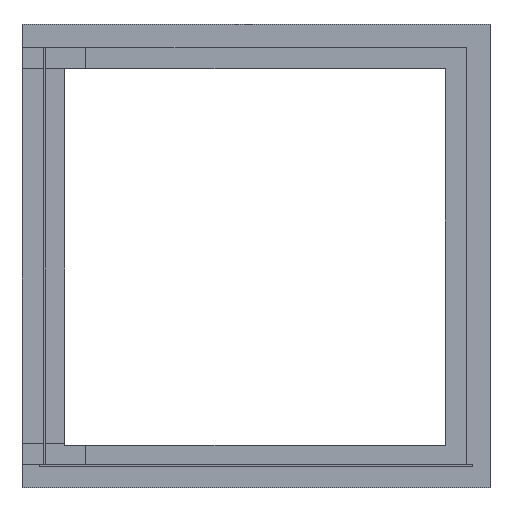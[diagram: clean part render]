
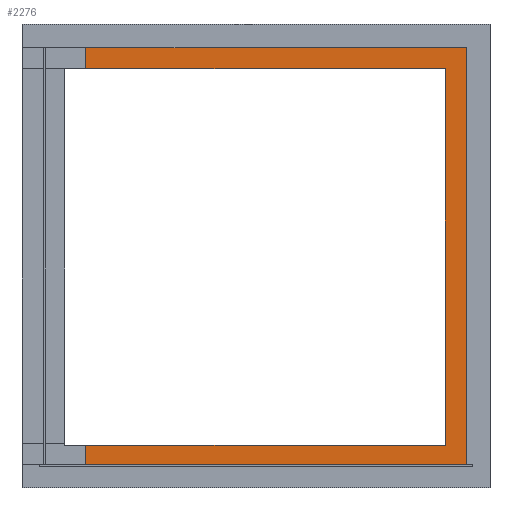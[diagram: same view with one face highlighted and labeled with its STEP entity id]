
A CAD part, top view. The second image highlights one B-rep face of the part: STEP entity #2276.
In plain terms, the highlighted planar face has unit normal (0, 0, 1).
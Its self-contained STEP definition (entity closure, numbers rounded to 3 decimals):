
#517 = PLANE('',#518);
#518 = AXIS2_PLACEMENT_3D('',#519,#520,#521);
#519 = CARTESIAN_POINT('',(5.5,103.5,5.));
#520 = DIRECTION('',(0.,1.,0.));
#521 = DIRECTION('',(0.,0.,1.));
#545 = PLANE('',#546);
#546 = AXIS2_PLACEMENT_3D('',#547,#548,#549);
#547 = CARTESIAN_POINT('',(104.5,5.5,5.));
#548 = DIRECTION('',(1.,0.,0.));
#549 = DIRECTION('',(0.,0.,1.));
#573 = PLANE('',#574);
#574 = AXIS2_PLACEMENT_3D('',#575,#576,#577);
#575 = CARTESIAN_POINT('',(4.,5.5,3.));
#576 = DIRECTION('',(0.,1.,0.));
#577 = DIRECTION('',(0.,0.,1.));
#1182 = PLANE('',#1183);
#1183 = AXIS2_PLACEMENT_3D('',#1184,#1185,#1186);
#1184 = CARTESIAN_POINT('',(10.,98.5,0.));
#1185 = DIRECTION('',(0.,1.,0.));
#1186 = DIRECTION('',(0.,0.,1.));
#1210 = PLANE('',#1211);
#1211 = AXIS2_PLACEMENT_3D('',#1212,#1213,#1214);
#1212 = CARTESIAN_POINT('',(99.5,10.,0.));
#1213 = DIRECTION('',(1.,0.,0.));
#1214 = DIRECTION('',(0.,0.,1.));
#1236 = PLANE('',#1237);
#1237 = AXIS2_PLACEMENT_3D('',#1238,#1239,#1240);
#1238 = CARTESIAN_POINT('',(10.,10.,0.));
#1239 = DIRECTION('',(0.,1.,0.));
#1240 = DIRECTION('',(0.,0.,1.));
#1533 = VERTEX_POINT('',#1534);
#1534 = CARTESIAN_POINT('',(15.,5.5,5.));
#1548 = PLANE('',#1549);
#1549 = AXIS2_PLACEMENT_3D('',#1550,#1551,#1552);
#1550 = CARTESIAN_POINT('',(15.,103.5,6.5));
#1551 = DIRECTION('',(-1.,0.,0.));
#1552 = DIRECTION('',(0.,-1.,0.));
#1560 = EDGE_CURVE('',#1533,#1561,#1563,.T.);
#1561 = VERTEX_POINT('',#1562);
#1562 = CARTESIAN_POINT('',(104.5,5.5,5.));
#1563 = SURFACE_CURVE('',#1564,(#1568,#1575),.PCURVE_S1.);
#1564 = LINE('',#1565,#1566);
#1565 = CARTESIAN_POINT('',(5.5,5.5,5.));
#1566 = VECTOR('',#1567,1.);
#1567 = DIRECTION('',(1.,0.,0.));
#1568 = PCURVE('',#573,#1569);
#1569 = DEFINITIONAL_REPRESENTATION('',(#1570),#1574);
#1570 = LINE('',#1571,#1572);
#1571 = CARTESIAN_POINT('',(2.,1.5));
#1572 = VECTOR('',#1573,1.);
#1573 = DIRECTION('',(0.,1.));
#1574 = ( GEOMETRIC_REPRESENTATION_CONTEXT(2) 
PARAMETRIC_REPRESENTATION_CONTEXT() REPRESENTATION_CONTEXT('2D SPACE',''
  ) );
#1575 = PCURVE('',#1576,#1581);
#1576 = PLANE('',#1577);
#1577 = AXIS2_PLACEMENT_3D('',#1578,#1579,#1580);
#1578 = CARTESIAN_POINT('',(5.5,5.5,5.));
#1579 = DIRECTION('',(0.,0.,1.));
#1580 = DIRECTION('',(1.,0.,0.));
#1581 = DEFINITIONAL_REPRESENTATION('',(#1582),#1586);
#1582 = LINE('',#1583,#1584);
#1583 = CARTESIAN_POINT('',(0.,0.));
#1584 = VECTOR('',#1585,1.);
#1585 = DIRECTION('',(1.,0.));
#1586 = ( GEOMETRIC_REPRESENTATION_CONTEXT(2) 
PARAMETRIC_REPRESENTATION_CONTEXT() REPRESENTATION_CONTEXT('2D SPACE',''
  ) );
#1615 = EDGE_CURVE('',#1561,#1616,#1618,.T.);
#1616 = VERTEX_POINT('',#1617);
#1617 = CARTESIAN_POINT('',(104.5,103.5,5.));
#1618 = SURFACE_CURVE('',#1619,(#1623,#1630),.PCURVE_S1.);
#1619 = LINE('',#1620,#1621);
#1620 = CARTESIAN_POINT('',(104.5,5.5,5.));
#1621 = VECTOR('',#1622,1.);
#1622 = DIRECTION('',(0.,1.,0.));
#1623 = PCURVE('',#545,#1624);
#1624 = DEFINITIONAL_REPRESENTATION('',(#1625),#1629);
#1625 = LINE('',#1626,#1627);
#1626 = CARTESIAN_POINT('',(0.,0.));
#1627 = VECTOR('',#1628,1.);
#1628 = DIRECTION('',(0.,-1.));
#1629 = ( GEOMETRIC_REPRESENTATION_CONTEXT(2) 
PARAMETRIC_REPRESENTATION_CONTEXT() REPRESENTATION_CONTEXT('2D SPACE',''
  ) );
#1630 = PCURVE('',#1576,#1631);
#1631 = DEFINITIONAL_REPRESENTATION('',(#1632),#1636);
#1632 = LINE('',#1633,#1634);
#1633 = CARTESIAN_POINT('',(99.,0.));
#1634 = VECTOR('',#1635,1.);
#1635 = DIRECTION('',(0.,1.));
#1636 = ( GEOMETRIC_REPRESENTATION_CONTEXT(2) 
PARAMETRIC_REPRESENTATION_CONTEXT() REPRESENTATION_CONTEXT('2D SPACE',''
  ) );
#1663 = EDGE_CURVE('',#1664,#1616,#1666,.T.);
#1664 = VERTEX_POINT('',#1665);
#1665 = CARTESIAN_POINT('',(15.,103.5,5.));
#1666 = SURFACE_CURVE('',#1667,(#1671,#1678),.PCURVE_S1.);
#1667 = LINE('',#1668,#1669);
#1668 = CARTESIAN_POINT('',(5.5,103.5,5.));
#1669 = VECTOR('',#1670,1.);
#1670 = DIRECTION('',(1.,0.,0.));
#1671 = PCURVE('',#517,#1672);
#1672 = DEFINITIONAL_REPRESENTATION('',(#1673),#1677);
#1673 = LINE('',#1674,#1675);
#1674 = CARTESIAN_POINT('',(0.,0.));
#1675 = VECTOR('',#1676,1.);
#1676 = DIRECTION('',(0.,1.));
#1677 = ( GEOMETRIC_REPRESENTATION_CONTEXT(2) 
PARAMETRIC_REPRESENTATION_CONTEXT() REPRESENTATION_CONTEXT('2D SPACE',''
  ) );
#1678 = PCURVE('',#1576,#1679);
#1679 = DEFINITIONAL_REPRESENTATION('',(#1680),#1684);
#1680 = LINE('',#1681,#1682);
#1681 = CARTESIAN_POINT('',(0.,98.));
#1682 = VECTOR('',#1683,1.);
#1683 = DIRECTION('',(1.,0.));
#1684 = ( GEOMETRIC_REPRESENTATION_CONTEXT(2) 
PARAMETRIC_REPRESENTATION_CONTEXT() REPRESENTATION_CONTEXT('2D SPACE',''
  ) );
#2033 = VERTEX_POINT('',#2034);
#2034 = CARTESIAN_POINT('',(99.5,10.,5.));
#2079 = VERTEX_POINT('',#2080);
#2080 = CARTESIAN_POINT('',(15.,10.,5.));
#2099 = EDGE_CURVE('',#2079,#2033,#2100,.T.);
#2100 = SURFACE_CURVE('',#2101,(#2105,#2112),.PCURVE_S1.);
#2101 = LINE('',#2102,#2103);
#2102 = CARTESIAN_POINT('',(10.,10.,5.));
#2103 = VECTOR('',#2104,1.);
#2104 = DIRECTION('',(1.,0.,0.));
#2105 = PCURVE('',#1236,#2106);
#2106 = DEFINITIONAL_REPRESENTATION('',(#2107),#2111);
#2107 = LINE('',#2108,#2109);
#2108 = CARTESIAN_POINT('',(5.,0.));
#2109 = VECTOR('',#2110,1.);
#2110 = DIRECTION('',(0.,1.));
#2111 = ( GEOMETRIC_REPRESENTATION_CONTEXT(2) 
PARAMETRIC_REPRESENTATION_CONTEXT() REPRESENTATION_CONTEXT('2D SPACE',''
  ) );
#2112 = PCURVE('',#1576,#2113);
#2113 = DEFINITIONAL_REPRESENTATION('',(#2114),#2118);
#2114 = LINE('',#2115,#2116);
#2115 = CARTESIAN_POINT('',(4.5,4.5));
#2116 = VECTOR('',#2117,1.);
#2117 = DIRECTION('',(1.,0.));
#2118 = ( GEOMETRIC_REPRESENTATION_CONTEXT(2) 
PARAMETRIC_REPRESENTATION_CONTEXT() REPRESENTATION_CONTEXT('2D SPACE',''
  ) );
#2126 = VERTEX_POINT('',#2127);
#2127 = CARTESIAN_POINT('',(99.5,98.5,5.));
#2148 = EDGE_CURVE('',#2033,#2126,#2149,.T.);
#2149 = SURFACE_CURVE('',#2150,(#2154,#2161),.PCURVE_S1.);
#2150 = LINE('',#2151,#2152);
#2151 = CARTESIAN_POINT('',(99.5,10.,5.));
#2152 = VECTOR('',#2153,1.);
#2153 = DIRECTION('',(0.,1.,0.));
#2154 = PCURVE('',#1210,#2155);
#2155 = DEFINITIONAL_REPRESENTATION('',(#2156),#2160);
#2156 = LINE('',#2157,#2158);
#2157 = CARTESIAN_POINT('',(5.,0.));
#2158 = VECTOR('',#2159,1.);
#2159 = DIRECTION('',(0.,-1.));
#2160 = ( GEOMETRIC_REPRESENTATION_CONTEXT(2) 
PARAMETRIC_REPRESENTATION_CONTEXT() REPRESENTATION_CONTEXT('2D SPACE',''
  ) );
#2161 = PCURVE('',#1576,#2162);
#2162 = DEFINITIONAL_REPRESENTATION('',(#2163),#2167);
#2163 = LINE('',#2164,#2165);
#2164 = CARTESIAN_POINT('',(94.,4.5));
#2165 = VECTOR('',#2166,1.);
#2166 = DIRECTION('',(0.,1.));
#2167 = ( GEOMETRIC_REPRESENTATION_CONTEXT(2) 
PARAMETRIC_REPRESENTATION_CONTEXT() REPRESENTATION_CONTEXT('2D SPACE',''
  ) );
#2202 = VERTEX_POINT('',#2203);
#2203 = CARTESIAN_POINT('',(15.,98.5,5.));
#2216 = PLANE('',#2217);
#2217 = AXIS2_PLACEMENT_3D('',#2218,#2219,#2220);
#2218 = CARTESIAN_POINT('',(15.,103.5,6.5));
#2219 = DIRECTION('',(-1.,0.,0.));
#2220 = DIRECTION('',(0.,-1.,0.));
#2227 = EDGE_CURVE('',#2202,#2126,#2228,.T.);
#2228 = SURFACE_CURVE('',#2229,(#2233,#2240),.PCURVE_S1.);
#2229 = LINE('',#2230,#2231);
#2230 = CARTESIAN_POINT('',(10.,98.5,5.));
#2231 = VECTOR('',#2232,1.);
#2232 = DIRECTION('',(1.,0.,0.));
#2233 = PCURVE('',#1182,#2234);
#2234 = DEFINITIONAL_REPRESENTATION('',(#2235),#2239);
#2235 = LINE('',#2236,#2237);
#2236 = CARTESIAN_POINT('',(5.,0.));
#2237 = VECTOR('',#2238,1.);
#2238 = DIRECTION('',(0.,1.));
#2239 = ( GEOMETRIC_REPRESENTATION_CONTEXT(2) 
PARAMETRIC_REPRESENTATION_CONTEXT() REPRESENTATION_CONTEXT('2D SPACE',''
  ) );
#2240 = PCURVE('',#1576,#2241);
#2241 = DEFINITIONAL_REPRESENTATION('',(#2242),#2246);
#2242 = LINE('',#2243,#2244);
#2243 = CARTESIAN_POINT('',(4.5,93.));
#2244 = VECTOR('',#2245,1.);
#2245 = DIRECTION('',(1.,0.));
#2246 = ( GEOMETRIC_REPRESENTATION_CONTEXT(2) 
PARAMETRIC_REPRESENTATION_CONTEXT() REPRESENTATION_CONTEXT('2D SPACE',''
  ) );
#2276 = ADVANCED_FACE('',(#2277),#1576,.T.);
#2277 = FACE_BOUND('',#2278,.T.);
#2278 = EDGE_LOOP('',(#2279,#2280,#2299,#2300,#2301,#2302,#2321,#2322));
#2279 = ORIENTED_EDGE('',*,*,#1663,.F.);
#2280 = ORIENTED_EDGE('',*,*,#2281,.T.);
#2281 = EDGE_CURVE('',#1664,#2202,#2282,.T.);
#2282 = SURFACE_CURVE('',#2283,(#2287,#2293),.PCURVE_S1.);
#2283 = LINE('',#2284,#2285);
#2284 = CARTESIAN_POINT('',(15.,54.5,5.));
#2285 = VECTOR('',#2286,1.);
#2286 = DIRECTION('',(0.,-1.,0.));
#2287 = PCURVE('',#1576,#2288);
#2288 = DEFINITIONAL_REPRESENTATION('',(#2289),#2292);
#2289 = B_SPLINE_CURVE_WITH_KNOTS('',1,(#2290,#2291),.UNSPECIFIED.,.F.,
  .F.,(2,2),(-49.,49.),.PIECEWISE_BEZIER_KNOTS.);
#2290 = CARTESIAN_POINT('',(9.5,98.));
#2291 = CARTESIAN_POINT('',(9.5,0.));
#2292 = ( GEOMETRIC_REPRESENTATION_CONTEXT(2) 
PARAMETRIC_REPRESENTATION_CONTEXT() REPRESENTATION_CONTEXT('2D SPACE',''
  ) );
#2293 = PCURVE('',#2216,#2294);
#2294 = DEFINITIONAL_REPRESENTATION('',(#2295),#2298);
#2295 = B_SPLINE_CURVE_WITH_KNOTS('',1,(#2296,#2297),.UNSPECIFIED.,.F.,
  .F.,(2,2),(-49.,49.),.PIECEWISE_BEZIER_KNOTS.);
#2296 = CARTESIAN_POINT('',(0.,-1.5));
#2297 = CARTESIAN_POINT('',(98.,-1.5));
#2298 = ( GEOMETRIC_REPRESENTATION_CONTEXT(2) 
PARAMETRIC_REPRESENTATION_CONTEXT() REPRESENTATION_CONTEXT('2D SPACE',''
  ) );
#2299 = ORIENTED_EDGE('',*,*,#2227,.T.);
#2300 = ORIENTED_EDGE('',*,*,#2148,.F.);
#2301 = ORIENTED_EDGE('',*,*,#2099,.F.);
#2302 = ORIENTED_EDGE('',*,*,#2303,.T.);
#2303 = EDGE_CURVE('',#2079,#1533,#2304,.T.);
#2304 = SURFACE_CURVE('',#2305,(#2309,#2315),.PCURVE_S1.);
#2305 = LINE('',#2306,#2307);
#2306 = CARTESIAN_POINT('',(15.,54.5,5.));
#2307 = VECTOR('',#2308,1.);
#2308 = DIRECTION('',(0.,-1.,0.));
#2309 = PCURVE('',#1576,#2310);
#2310 = DEFINITIONAL_REPRESENTATION('',(#2311),#2314);
#2311 = B_SPLINE_CURVE_WITH_KNOTS('',1,(#2312,#2313),.UNSPECIFIED.,.F.,
  .F.,(2,2),(-49.,49.),.PIECEWISE_BEZIER_KNOTS.);
#2312 = CARTESIAN_POINT('',(9.5,98.));
#2313 = CARTESIAN_POINT('',(9.5,0.));
#2314 = ( GEOMETRIC_REPRESENTATION_CONTEXT(2) 
PARAMETRIC_REPRESENTATION_CONTEXT() REPRESENTATION_CONTEXT('2D SPACE',''
  ) );
#2315 = PCURVE('',#1548,#2316);
#2316 = DEFINITIONAL_REPRESENTATION('',(#2317),#2320);
#2317 = B_SPLINE_CURVE_WITH_KNOTS('',1,(#2318,#2319),.UNSPECIFIED.,.F.,
  .F.,(2,2),(-49.,49.),.PIECEWISE_BEZIER_KNOTS.);
#2318 = CARTESIAN_POINT('',(0.,-1.5));
#2319 = CARTESIAN_POINT('',(98.,-1.5));
#2320 = ( GEOMETRIC_REPRESENTATION_CONTEXT(2) 
PARAMETRIC_REPRESENTATION_CONTEXT() REPRESENTATION_CONTEXT('2D SPACE',''
  ) );
#2321 = ORIENTED_EDGE('',*,*,#1560,.T.);
#2322 = ORIENTED_EDGE('',*,*,#1615,.T.);
